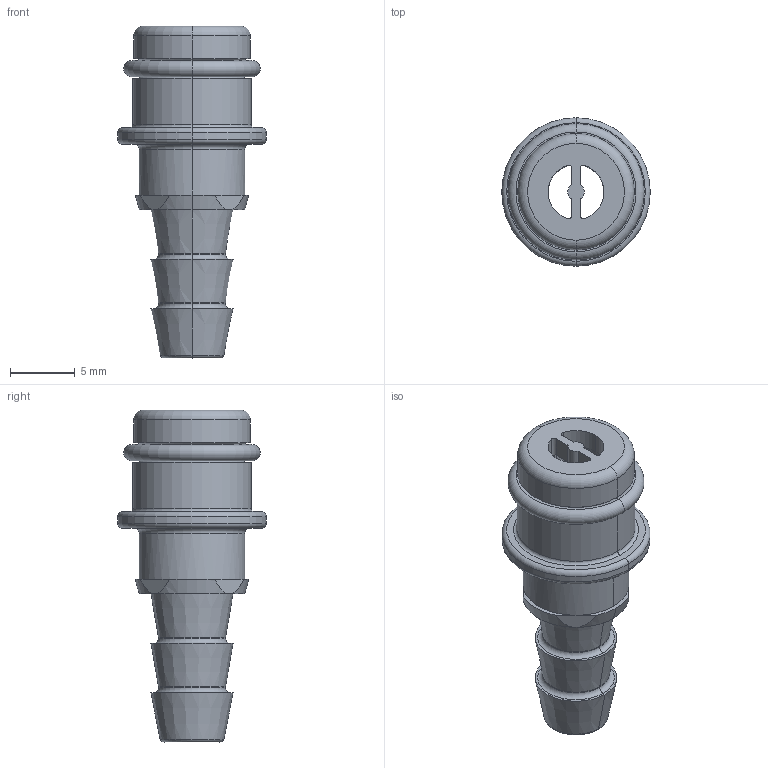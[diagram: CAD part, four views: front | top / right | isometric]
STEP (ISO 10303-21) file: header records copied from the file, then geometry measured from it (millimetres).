
FILE_DESCRIPTION(('CATIA V5 STEP Exchange','CAx-IF Rec.Pracs.--- Model Styling and Organization---1.4--- 2014-01-23'),'2;1');
FILE_NAME ('704174-3_2', '2020-10-21T13:31:18+00:00', ('none'), ('Weidmueller'), 'CATIA Version 5-6 Release 2016 SP3 HF44', 'CATIA V5 STEP AP214', 'none');
FILE_SCHEMA(('AUTOMOTIVE_DESIGN { 1 0 10303 214 1 1 1 1 }'));
Length unit declared in the file: millimetre
Products named in the file (1): 2637350000
Bounding box: 11.48 x 11.48 x 25.68 mm (x, y, z)
Volume: 839.4 mm3; surface area: 1268.1 mm2
Topology: 2 solids, 2 shells, 86 faces, 200 edges, 122 vertices
Faces by surface type: torus 30, plane 22, cylinder 22, cone 12
Entity records: 2265 total; most frequent: CARTESIAN_POINT 465, ORIENTED_EDGE 400, DIRECTION 284, EDGE_CURVE 200, AXIS2_PLACEMENT_3D 185, CIRCLE 134, VERTEX_POINT 122, EDGE_LOOP 96
